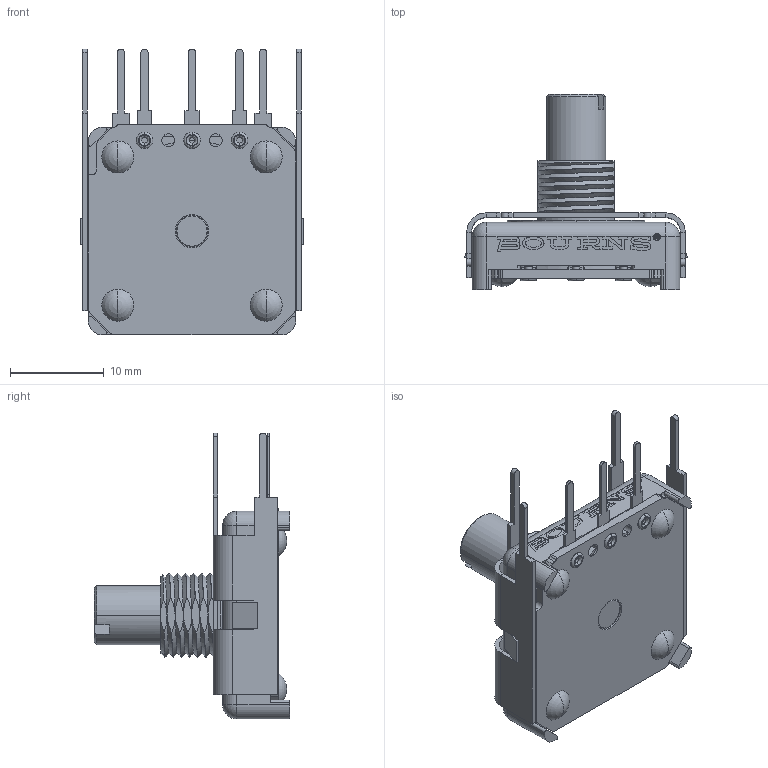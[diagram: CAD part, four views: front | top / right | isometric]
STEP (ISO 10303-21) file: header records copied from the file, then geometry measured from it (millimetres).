
FILE_DESCRIPTION((''),'2;1');
FILE_NAME('PCW1D-B16-MAB','2015-12-02T',('RICKB'),('Bourns, Inc.'),'PRO/ENGINEER BY PARAMETRIC TECHNOLOGY CORPORATION, 2012230','PRO/ENGINEER BY PARAMETRIC TECHNOLOGY CORPORATION, 2012230','');
FILE_SCHEMA(('CONFIG_CONTROL_DESIGN'));
Length unit declared in the file: millimetre
Products named in the file (1): PCW1D-B16-MAB
Bounding box: 23.88 x 20.9 x 30.56 mm (x, y, z)
Volume: 3559.6 mm3; surface area: 4268.7 mm2
Topology: 1 solids, 5 shells, 614 faces, 1653 edges, 1051 vertices
Faces by surface type: plane 338, cylinder 182, torus 42, bspline 33, sphere 12, cone 7
Entity records: 24233 total; most frequent: CARTESIAN_POINT 8797, ORIENTED_EDGE 3286, DIRECTION 3136, EDGE_CURVE 1643, AXIS2_PLACEMENT_3D 1062, VERTEX_POINT 1050, VECTOR 1012, LINE 1012
